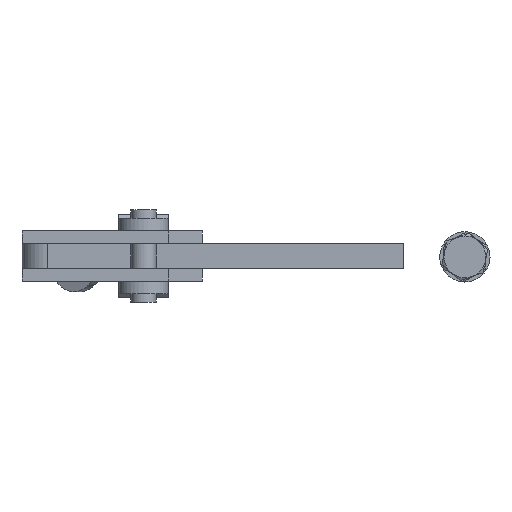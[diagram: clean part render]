
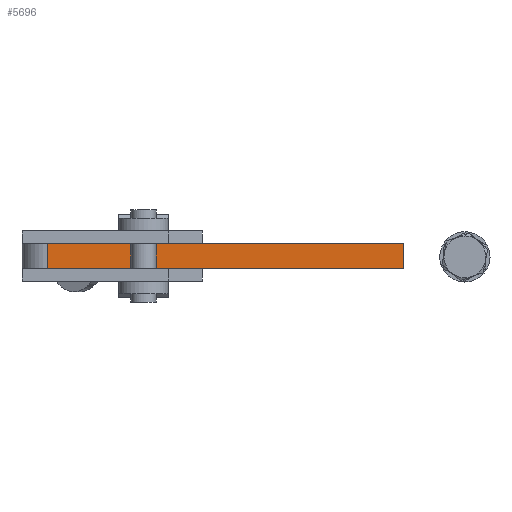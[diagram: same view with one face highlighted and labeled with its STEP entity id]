
A CAD part, front view. The second image highlights one B-rep face of the part: STEP entity #5696.
In plain terms, the highlighted planar face has unit normal (0, -1, 0).
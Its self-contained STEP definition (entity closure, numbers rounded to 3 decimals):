
#5575=CARTESIAN_POINT('',(-1423.408,123.49,3.));
#5576=VERTEX_POINT('',#5575);
#5584=CARTESIAN_POINT('',(-1338.408,123.49,3.));
#5585=VERTEX_POINT('',#5584);
#5586=CARTESIAN_POINT('',(-1338.408,123.49,3.));
#5587=DIRECTION('',(-1.0,0.,0.));
#5588=VECTOR('',#5587,85.0);
#5589=LINE('',#5586,#5588);
#5590=EDGE_CURVE('',#5585,#5576,#5589,.T.);
#5655=CARTESIAN_POINT('',(-1338.408,123.49,-3.));
#5656=VERTEX_POINT('',#5655);
#5657=CARTESIAN_POINT('',(-1338.408,123.49,-3.));
#5658=DIRECTION('',(0.,0.0,1.0));
#5659=VECTOR('',#5658,6.);
#5660=LINE('',#5657,#5659);
#5661=EDGE_CURVE('',#5656,#5585,#5660,.T.);
#5673=CARTESIAN_POINT('',(-1338.408,123.49,-3.));
#5674=DIRECTION('',(0.0,-1.0,0.0));
#5675=DIRECTION('',(0.,0.0,-1.0));
#5676=AXIS2_PLACEMENT_3D('',#5673,#5674,#5675);
#5677=PLANE('',#5676);
#5678=ORIENTED_EDGE('',*,*,#5590,.T.);
#5679=CARTESIAN_POINT('',(-1423.408,123.49,-3.));
#5680=VERTEX_POINT('',#5679);
#5681=CARTESIAN_POINT('',(-1423.408,123.49,-3.));
#5682=DIRECTION('',(0.,0.0,1.0));
#5683=VECTOR('',#5682,6.);
#5684=LINE('',#5681,#5683);
#5685=EDGE_CURVE('',#5680,#5576,#5684,.T.);
#5686=ORIENTED_EDGE('',*,*,#5685,.F.);
#5687=CARTESIAN_POINT('',(-1423.408,123.49,-3.));
#5688=DIRECTION('',(1.0,0.,0.));
#5689=VECTOR('',#5688,85.0);
#5690=LINE('',#5687,#5689);
#5691=EDGE_CURVE('',#5680,#5656,#5690,.T.);
#5692=ORIENTED_EDGE('',*,*,#5691,.T.);
#5693=ORIENTED_EDGE('',*,*,#5661,.T.);
#5694=EDGE_LOOP('',(#5678,#5686,#5692,#5693));
#5695=FACE_OUTER_BOUND('',#5694,.T.);
#5696=ADVANCED_FACE('',(#5695),#5677,.T.);
